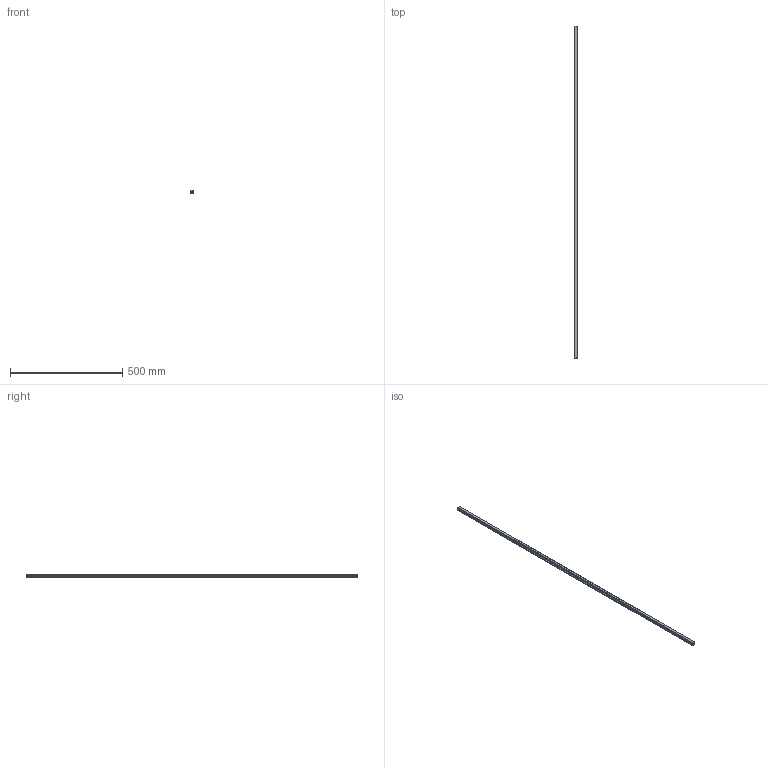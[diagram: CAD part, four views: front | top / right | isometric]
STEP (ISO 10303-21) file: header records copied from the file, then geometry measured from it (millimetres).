
FILE_DESCRIPTION(('STEP AP214'),'1');
FILE_NAME('cctmp_1E9AF33C-2F15-495C-B187-1CF82878CC7C_2021_01_19_11_55_34_0811..stp','2021-01-19T10:55:34',('HIWIN GmbH'),('CADClick - www.CADClick.com'),'Spatial InterOp 3D',' ','unknown authorization');
FILE_SCHEMA(('AUTOMOTIVE_DESIGN'));
Length unit declared in the file: millimetre
Products named in the file (1): HGR15T1480C_FILE
Bounding box: 15 x 1480 x 15 mm (x, y, z)
Volume: 277771.9 mm3; surface area: 94108.5 mm2
Topology: 1 solids, 1 shells, 215 faces, 577 edges, 343 vertices
Faces by surface type: plane 89, cylinder 76, cone 50
Entity records: 8057 total; most frequent: DIRECTION 1111, CARTESIAN_POINT 1086, ORIENTED_EDGE 1054, EDGE_CURVE 527, LINE 375, VECTOR 375, AXIS2_PLACEMENT_3D 368, VERTEX_POINT 343
